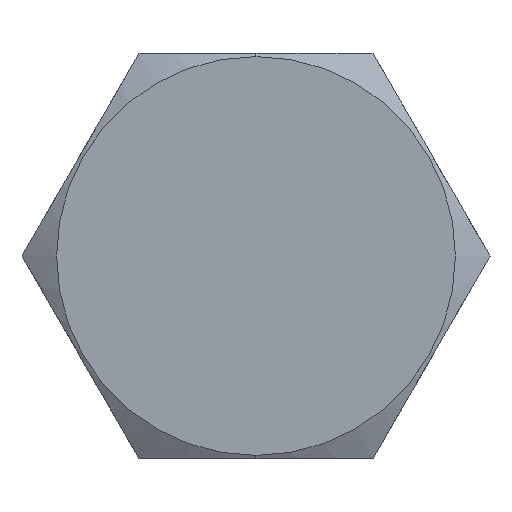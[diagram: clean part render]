
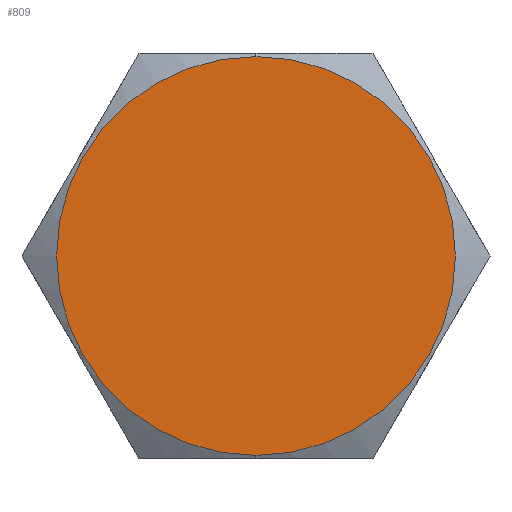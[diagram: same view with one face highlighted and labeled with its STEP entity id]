
A CAD part, left-side view. The second image highlights one B-rep face of the part: STEP entity #809.
In plain terms, the highlighted planar face has unit normal (-1, 0, 0).
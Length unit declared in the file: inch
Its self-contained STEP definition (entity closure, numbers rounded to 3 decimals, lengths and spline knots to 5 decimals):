
#358 = FACE_OUTER_BOUND ( 'NONE', #9052, .T. ) ;
#701 = CIRCLE ( 'NONE', #1327, 0.615 ) ;
#709 = ORIENTED_EDGE ( 'NONE', *, *, #1715, .T. ) ;
#809 = ADVANCED_FACE ( 'NONE', ( #358 ), #5445, .F. ) ;
#1243 = DIRECTION ( 'NONE',  ( -1., 0., 0. ) ) ;
#1327 = AXIS2_PLACEMENT_3D ( 'NONE', #2031, #1243, #6981 ) ;
#1715 = EDGE_CURVE ( 'NONE', #1849, #4382, #4976, .T. ) ;
#1849 = VERTEX_POINT ( 'NONE', #5504 ) ;
#2031 = CARTESIAN_POINT ( 'NONE',  ( -0.56, 0., 0. ) ) ;
#2544 = DIRECTION ( 'NONE',  ( 0., 0., 1. ) ) ;
#2595 = CARTESIAN_POINT ( 'NONE',  ( -0.56, 0., 0. ) ) ;
#3147 = EDGE_CURVE ( 'NONE', #4382, #1849, #701, .T. ) ;
#4198 = ORIENTED_EDGE ( 'NONE', *, *, #3147, .T. ) ;
#4262 = AXIS2_PLACEMENT_3D ( 'NONE', #2595, #8303, #9019 ) ;
#4382 = VERTEX_POINT ( 'NONE', #8191 ) ;
#4660 = CARTESIAN_POINT ( 'NONE',  ( -0.56, 0., 0. ) ) ;
#4976 = CIRCLE ( 'NONE', #8500, 0.615 ) ;
#5445 = PLANE ( 'NONE',  #4262 ) ;
#5504 = CARTESIAN_POINT ( 'NONE',  ( -0.56, 0., -0.615 ) ) ;
#6981 = DIRECTION ( 'NONE',  ( 0., 0., 1. ) ) ;
#7564 = DIRECTION ( 'NONE',  ( -1., 0., 0. ) ) ;
#8191 = CARTESIAN_POINT ( 'NONE',  ( -0.56, 0., 0.615 ) ) ;
#8303 = DIRECTION ( 'NONE',  ( 1., 0., 0. ) ) ;
#8500 = AXIS2_PLACEMENT_3D ( 'NONE', #4660, #7564, #2544 ) ;
#9019 = DIRECTION ( 'NONE',  ( 0., 0., -1. ) ) ;
#9052 = EDGE_LOOP ( 'NONE', ( #709, #4198 ) ) ;
